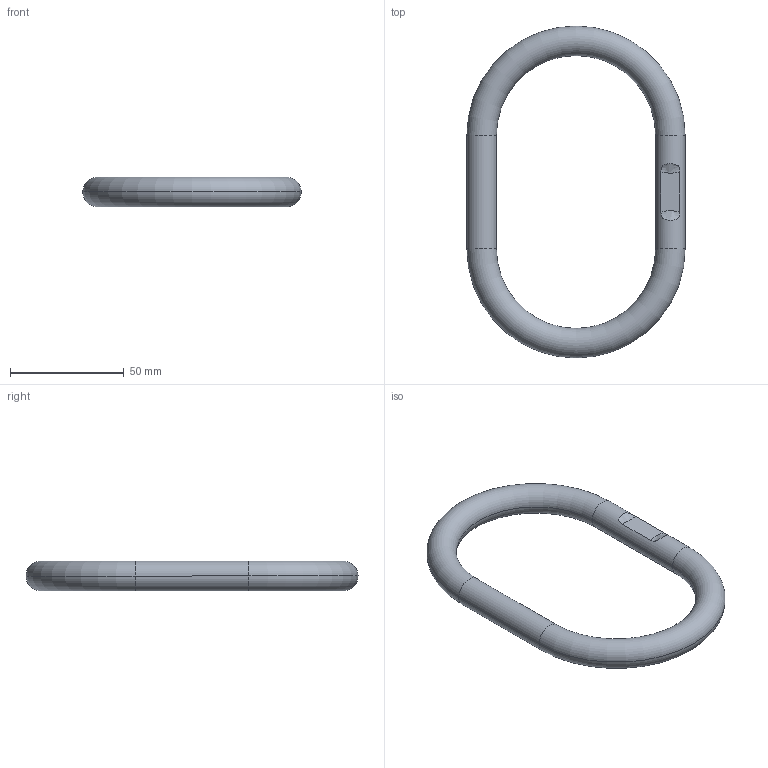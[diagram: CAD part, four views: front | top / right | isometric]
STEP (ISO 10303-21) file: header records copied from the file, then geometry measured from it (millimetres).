
FILE_DESCRIPTION(('CATIA V5 STEP Exchange'),'2;1');
FILE_NAME('X-002W-13.stp','2019-07-16T06:36:51+00:00',('none'),('none'),'CATIA Version 5 Release 21 GA (IN-10)','CATIA V5 STEP AP203','none');
FILE_SCHEMA(('CONFIG_CONTROL_DESIGN'));
Length unit declared in the file: millimetre
Products named in the file (1): X-002W-13
Bounding box: 96 x 146 x 13 mm (x, y, z)
Volume: 47509.6 mm3; surface area: 14708.7 mm2
Topology: 1 solids, 1 shells, 14 faces, 36 edges, 24 vertices
Faces by surface type: torus 4, cylinder 4, bspline 4, plane 2
Entity records: 1187 total; most frequent: CARTESIAN_POINT 853, ORIENTED_EDGE 72, EDGE_CURVE 36, DIRECTION 34, VERTEX_POINT 24, AXIS2_PLACEMENT_3D 20, B_SPLINE_CURVE_WITH_KNOTS 16, EDGE_LOOP 16
